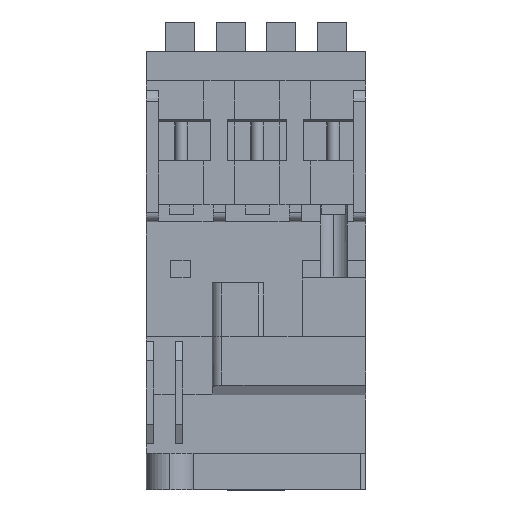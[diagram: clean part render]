
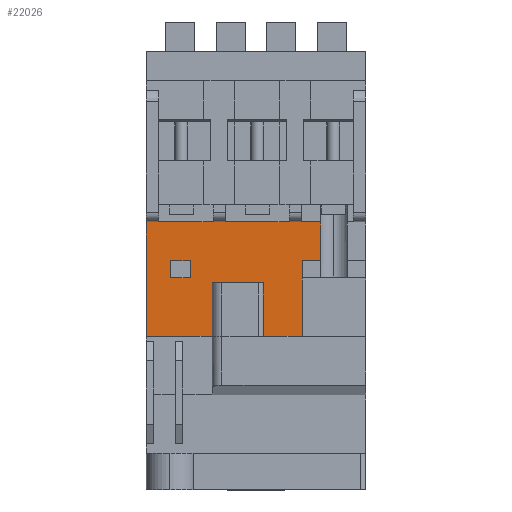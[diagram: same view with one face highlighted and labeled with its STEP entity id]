
A CAD part, front view. The second image highlights one B-rep face of the part: STEP entity #22026.
In plain terms, the highlighted planar face has unit normal (0, -1, 0).
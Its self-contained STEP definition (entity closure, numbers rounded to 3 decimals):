
#10271=DIRECTION('',(0.,0.,1.));
#10272=VECTOR('',#10271,8.);
#10273=CARTESIAN_POINT('',(13.242,-31.25,47.));
#10274=LINE('',#10273,#10272);
#10596=DIRECTION('',(0.,0.,1.));
#10597=VECTOR('',#10596,11.);
#10598=CARTESIAN_POINT('',(-9.02,-31.25,31.5));
#10599=LINE('',#10598,#10597);
#10603=DIRECTION('',(0.,0.,1.));
#10604=VECTOR('',#10603,23.5);
#10605=CARTESIAN_POINT('',(-22.52,-31.25,31.5));
#10606=LINE('',#10605,#10604);
#10610=DIRECTION('',(1.,0.,0.));
#10611=VECTOR('',#10610,2.5);
#10612=CARTESIAN_POINT('',(-22.52,-31.25,55.));
#10613=LINE('',#10612,#10611);
#10617=DIRECTION('',(1.,0.,0.));
#10618=VECTOR('',#10617,11.2);
#10619=CARTESIAN_POINT('',(-20.02,-31.25,55.));
#10620=LINE('',#10619,#10618);
#10624=DIRECTION('',(1.,0.,0.));
#10625=VECTOR('',#10624,2.5);
#10626=CARTESIAN_POINT('',(-8.82,-31.25,55.));
#10627=LINE('',#10626,#10625);
#10631=DIRECTION('',(1.,0.,0.));
#10632=VECTOR('',#10631,13.1);
#10633=CARTESIAN_POINT('',(-6.32,-31.25,55.));
#10634=LINE('',#10633,#10632);
#10638=DIRECTION('',(1.,0.,0.));
#10639=VECTOR('',#10638,2.5);
#10640=CARTESIAN_POINT('',(6.78,-31.25,55.));
#10641=LINE('',#10640,#10639);
#10645=DIRECTION('',(1.,0.,0.));
#10646=VECTOR('',#10645,3.961);
#10647=CARTESIAN_POINT('',(9.28,-31.25,55.));
#10648=LINE('',#10647,#10646);
#10666=DIRECTION('',(0.,0.,-1.));
#10667=VECTOR('',#10666,11.);
#10668=CARTESIAN_POINT('',(1.48,-31.25,42.5));
#10669=LINE('',#10668,#10667);
#10673=DIRECTION('',(1.,0.,0.));
#10674=VECTOR('',#10673,8.);
#10675=CARTESIAN_POINT('',(1.48,-31.25,31.5));
#10676=LINE('',#10675,#10674);
#10709=DIRECTION('',(0.,0.,1.));
#10710=VECTOR('',#10709,15.5);
#10711=CARTESIAN_POINT('',(9.48,-31.25,31.5));
#10712=LINE('',#10711,#10710);
#10745=DIRECTION('',(1.,0.,0.));
#10746=VECTOR('',#10745,3.761);
#10747=CARTESIAN_POINT('',(9.48,-31.25,47.));
#10748=LINE('',#10747,#10746);
#10803=DIRECTION('',(1.,0.,0.));
#10804=VECTOR('',#10803,10.5);
#10805=CARTESIAN_POINT('',(-9.02,-31.25,42.5));
#10806=LINE('',#10805,#10804);
#10824=DIRECTION('',(1.,0.,0.));
#10825=VECTOR('',#10824,13.5);
#10826=CARTESIAN_POINT('',(-22.52,-31.25,31.5));
#10827=LINE('',#10826,#10825);
#16700=DIRECTION('',(-1.,0.,0.));
#16701=VECTOR('',#16700,4.);
#16702=CARTESIAN_POINT('',(-13.52,-31.25,43.5));
#16703=LINE('',#16702,#16701);
#16721=DIRECTION('',(0.,0.,-1.));
#16722=VECTOR('',#16721,3.5);
#16723=CARTESIAN_POINT('',(-13.52,-31.25,47.));
#16724=LINE('',#16723,#16722);
#16735=DIRECTION('',(1.,0.,0.));
#16736=VECTOR('',#16735,4.);
#16737=CARTESIAN_POINT('',(-17.52,-31.25,47.));
#16738=LINE('',#16737,#16736);
#16742=DIRECTION('',(0.,0.,1.));
#16743=VECTOR('',#16742,3.5);
#16744=CARTESIAN_POINT('',(-17.52,-31.25,43.5));
#16745=LINE('',#16744,#16743);
#18667=CARTESIAN_POINT('',(-8.82,-31.25,55.));
#18668=VERTEX_POINT('',#18667);
#18727=CARTESIAN_POINT('',(-20.02,-31.25,55.));
#18728=VERTEX_POINT('',#18727);
#18747=CARTESIAN_POINT('',(1.48,-31.25,42.5));
#18748=CARTESIAN_POINT('',(1.48,-31.25,31.5));
#18749=VERTEX_POINT('',#18747);
#18750=VERTEX_POINT('',#18748);
#18751=CARTESIAN_POINT('',(-9.02,-31.25,42.5));
#18752=VERTEX_POINT('',#18751);
#18753=CARTESIAN_POINT('',(-9.02,-31.25,31.5));
#18754=VERTEX_POINT('',#18753);
#18755=CARTESIAN_POINT('',(-22.52,-31.25,31.5));
#18756=VERTEX_POINT('',#18755);
#18757=CARTESIAN_POINT('',(-22.52,-31.25,55.));
#18758=VERTEX_POINT('',#18757);
#18759=CARTESIAN_POINT('',(-6.32,-31.25,55.));
#18760=VERTEX_POINT('',#18759);
#18761=CARTESIAN_POINT('',(6.78,-31.25,55.));
#18762=VERTEX_POINT('',#18761);
#18763=CARTESIAN_POINT('',(9.28,-31.25,55.));
#18764=VERTEX_POINT('',#18763);
#18765=CARTESIAN_POINT('',(13.242,-31.25,55.));
#18766=VERTEX_POINT('',#18765);
#18767=CARTESIAN_POINT('',(13.242,-31.25,47.));
#18768=VERTEX_POINT('',#18767);
#18769=CARTESIAN_POINT('',(9.48,-31.25,47.));
#18770=VERTEX_POINT('',#18769);
#18771=CARTESIAN_POINT('',(9.48,-31.25,31.5));
#18772=VERTEX_POINT('',#18771);
#18773=CARTESIAN_POINT('',(-13.52,-31.25,43.5));
#18774=CARTESIAN_POINT('',(-17.52,-31.25,43.5));
#18775=VERTEX_POINT('',#18773);
#18776=VERTEX_POINT('',#18774);
#18777=CARTESIAN_POINT('',(-13.52,-31.25,47.));
#18778=VERTEX_POINT('',#18777);
#18779=CARTESIAN_POINT('',(-17.52,-31.25,47.));
#18780=VERTEX_POINT('',#18779);
#21981=CARTESIAN_POINT('',(-26.108,-31.25,57.362));
#21982=DIRECTION('',(0.,-1.,0.));
#21983=DIRECTION('',(1.,0.,0.));
#21984=AXIS2_PLACEMENT_3D('',#21981,#21982,#21983);
#21985=PLANE('',#21984);
#21987=ORIENTED_EDGE('',*,*,#21986,.F.);
#21989=ORIENTED_EDGE('',*,*,#21988,.F.);
#21990=ORIENTED_EDGE('',*,*,#21966,.F.);
#21992=ORIENTED_EDGE('',*,*,#21991,.F.);
#21994=ORIENTED_EDGE('',*,*,#21993,.T.);
#21996=ORIENTED_EDGE('',*,*,#21995,.T.);
#21998=ORIENTED_EDGE('',*,*,#21997,.T.);
#22000=ORIENTED_EDGE('',*,*,#21999,.T.);
#22002=ORIENTED_EDGE('',*,*,#22001,.T.);
#22004=ORIENTED_EDGE('',*,*,#22003,.T.);
#22006=ORIENTED_EDGE('',*,*,#22005,.T.);
#22007=ORIENTED_EDGE('',*,*,#21477,.F.);
#22009=ORIENTED_EDGE('',*,*,#22008,.F.);
#22011=ORIENTED_EDGE('',*,*,#22010,.F.);
#22013=ORIENTED_EDGE('',*,*,#22012,.F.);
#22014=EDGE_LOOP('',(#21987,#21989,#21990,#21992,#21994,#21996,#21998,#22000,
#22002,#22004,#22006,#22007,#22009,#22011,#22013));
#22015=FACE_OUTER_BOUND('',#22014,.F.);
#22017=ORIENTED_EDGE('',*,*,#22016,.F.);
#22019=ORIENTED_EDGE('',*,*,#22018,.F.);
#22021=ORIENTED_EDGE('',*,*,#22020,.F.);
#22023=ORIENTED_EDGE('',*,*,#22022,.F.);
#22024=EDGE_LOOP('',(#22017,#22019,#22021,#22023));
#22025=FACE_BOUND('',#22024,.F.);
#21477=EDGE_CURVE('',#18768,#18766,#10274,.T.);
#21966=EDGE_CURVE('',#18754,#18752,#10599,.T.);
#21986=EDGE_CURVE('',#18749,#18750,#10669,.T.);
#21988=EDGE_CURVE('',#18752,#18749,#10806,.T.);
#21991=EDGE_CURVE('',#18756,#18754,#10827,.T.);
#21993=EDGE_CURVE('',#18756,#18758,#10606,.T.);
#21995=EDGE_CURVE('',#18758,#18728,#10613,.T.);
#21997=EDGE_CURVE('',#18728,#18668,#10620,.T.);
#21999=EDGE_CURVE('',#18668,#18760,#10627,.T.);
#22001=EDGE_CURVE('',#18760,#18762,#10634,.T.);
#22003=EDGE_CURVE('',#18762,#18764,#10641,.T.);
#22005=EDGE_CURVE('',#18764,#18766,#10648,.T.);
#22008=EDGE_CURVE('',#18770,#18768,#10748,.T.);
#22010=EDGE_CURVE('',#18772,#18770,#10712,.T.);
#22012=EDGE_CURVE('',#18750,#18772,#10676,.T.);
#22016=EDGE_CURVE('',#18775,#18776,#16703,.T.);
#22018=EDGE_CURVE('',#18778,#18775,#16724,.T.);
#22020=EDGE_CURVE('',#18780,#18778,#16738,.T.);
#22022=EDGE_CURVE('',#18776,#18780,#16745,.T.);
#22026=ADVANCED_FACE('',(#22015,#22025),#21985,.T.);
